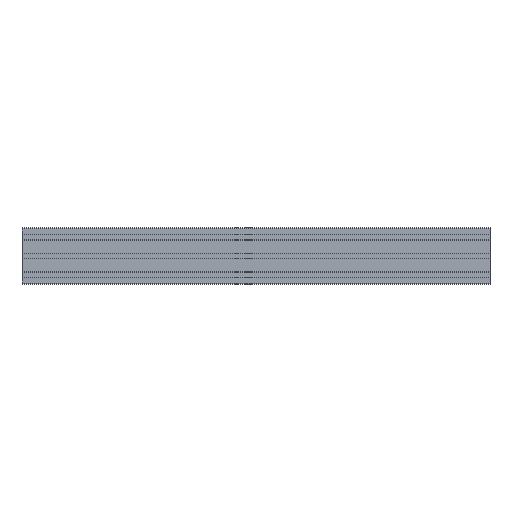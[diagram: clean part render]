
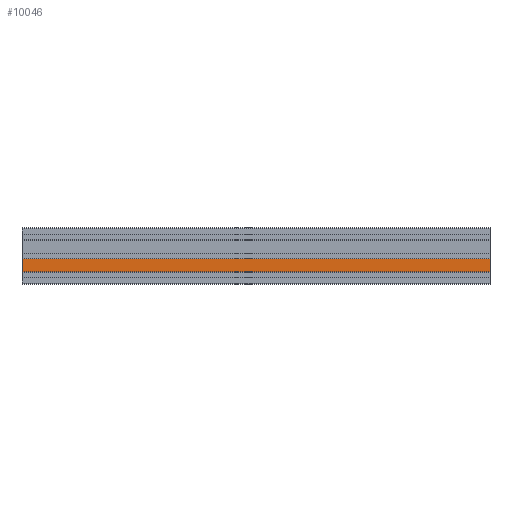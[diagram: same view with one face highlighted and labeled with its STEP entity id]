
A CAD part, front view. The second image highlights one B-rep face of the part: STEP entity #10046.
In plain terms, the highlighted planar face has unit normal (0, -1, 0).
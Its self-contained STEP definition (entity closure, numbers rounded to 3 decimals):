
#36 = VERTEX_POINT ( 'NONE', #7022 ) ;
#148 = DIRECTION ( 'NONE',  ( 0., 0., 1. ) ) ;
#501 = LINE ( 'NONE', #7831, #1586 ) ;
#1267 = DIRECTION ( 'NONE',  ( -1., 0., 0. ) ) ;
#1488 = VERTEX_POINT ( 'NONE', #10262 ) ;
#1586 = VECTOR ( 'NONE', #7019, 1000. ) ;
#1731 = VECTOR ( 'NONE', #3530, 1000. ) ;
#1856 = PLANE ( 'NONE',  #3810 ) ;
#2058 = ORIENTED_EDGE ( 'NONE', *, *, #9047, .F. ) ;
#2556 = ORIENTED_EDGE ( 'NONE', *, *, #9279, .F. ) ;
#3375 = ORIENTED_EDGE ( 'NONE', *, *, #9587, .T. ) ;
#3401 = ORIENTED_EDGE ( 'NONE', *, *, #5313, .T. ) ;
#3511 = LINE ( 'NONE', #8445, #4098 ) ;
#3530 = DIRECTION ( 'NONE',  ( -1., 0., 0. ) ) ;
#3679 = EDGE_LOOP ( 'NONE', ( #3401, #2058, #2556, #3375 ) ) ;
#3701 = CARTESIAN_POINT ( 'NONE',  ( 1000., -40., -6.1 ) ) ;
#3810 = AXIS2_PLACEMENT_3D ( 'NONE', #8563, #6669, #148 ) ;
#4098 = VECTOR ( 'NONE', #1267, 1000. ) ;
#4788 = DIRECTION ( 'NONE',  ( 0., 0., -1. ) ) ;
#5189 = LINE ( 'NONE', #3701, #1731 ) ;
#5234 = FACE_OUTER_BOUND ( 'NONE', #3679, .T. ) ;
#5313 = EDGE_CURVE ( 'NONE', #36, #10144, #501, .T. ) ;
#5555 = CARTESIAN_POINT ( 'NONE',  ( 0., -40., -33.9 ) ) ;
#5981 = VERTEX_POINT ( 'NONE', #10490 ) ;
#6669 = DIRECTION ( 'NONE',  ( 0., 1., 0. ) ) ;
#7019 = DIRECTION ( 'NONE',  ( 0., 0., -1. ) ) ;
#7022 = CARTESIAN_POINT ( 'NONE',  ( 0., -40., -6.1 ) ) ;
#7042 = CARTESIAN_POINT ( 'NONE',  ( 1000., -40., -6.1 ) ) ;
#7831 = CARTESIAN_POINT ( 'NONE',  ( 0., -40., -6.1 ) ) ;
#8445 = CARTESIAN_POINT ( 'NONE',  ( 1000., -40., -33.9 ) ) ;
#8563 = CARTESIAN_POINT ( 'NONE',  ( 1000., -40., -6.1 ) ) ;
#8660 = LINE ( 'NONE', #7042, #10463 ) ;
#9047 = EDGE_CURVE ( 'NONE', #1488, #10144, #3511, .T. ) ;
#9279 = EDGE_CURVE ( 'NONE', #5981, #1488, #8660, .T. ) ;
#9587 = EDGE_CURVE ( 'NONE', #5981, #36, #5189, .T. ) ;
#10046 = ADVANCED_FACE ( 'NONE', ( #5234 ), #1856, .F. ) ;
#10144 = VERTEX_POINT ( 'NONE', #5555 ) ;
#10262 = CARTESIAN_POINT ( 'NONE',  ( 1000., -40., -33.9 ) ) ;
#10463 = VECTOR ( 'NONE', #4788, 1000. ) ;
#10490 = CARTESIAN_POINT ( 'NONE',  ( 1000., -40., -6.1 ) ) ;
